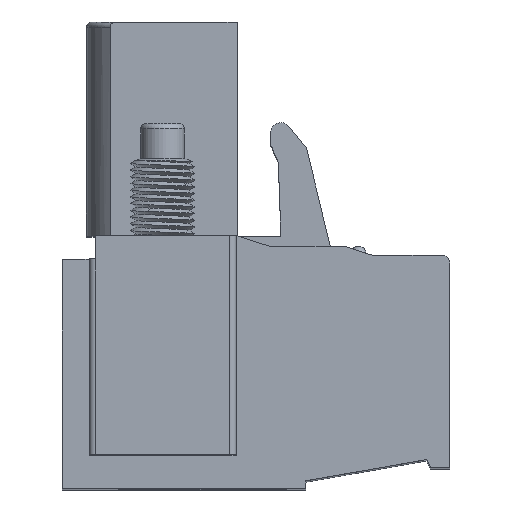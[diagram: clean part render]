
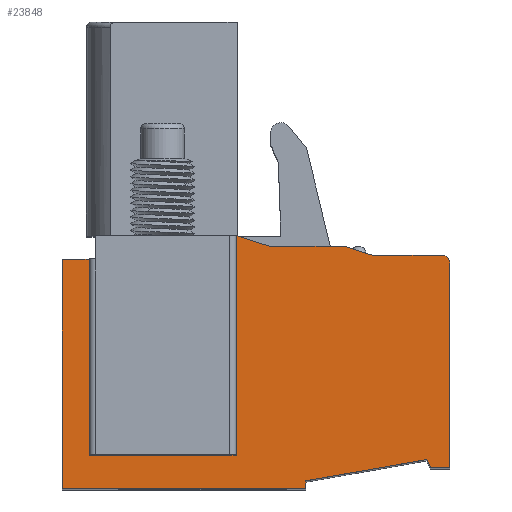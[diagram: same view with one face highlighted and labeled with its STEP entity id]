
A CAD part, top view. The second image highlights one B-rep face of the part: STEP entity #23848.
In plain terms, the highlighted planar face has unit normal (0, 0, 1).
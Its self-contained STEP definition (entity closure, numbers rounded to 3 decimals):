
#4050=DIRECTION('',(-1.,0.,0.));
#4051=VECTOR('',#4050,0.04);
#4052=CARTESIAN_POINT('',(2.89,9.8,30.78));
#4053=LINE('',#4052,#4051);
#5916=DIRECTION('',(0.,-1.,0.));
#5917=VECTOR('',#5916,8.5);
#5918=CARTESIAN_POINT('',(2.85,9.8,30.78));
#5919=LINE('',#5918,#5917);
#5920=DIRECTION('',(0.953,-0.303,0.));
#5921=VECTOR('',#5920,1.322);
#5922=CARTESIAN_POINT('',(2.89,9.8,30.78));
#5923=LINE('',#5922,#5921);
#5924=DIRECTION('',(1.,0.,0.));
#5925=VECTOR('',#5924,2.9);
#5926=CARTESIAN_POINT('',(4.15,9.4,30.78));
#5927=LINE('',#5926,#5925);
#5928=DIRECTION('',(0.953,-0.303,0.));
#5929=VECTOR('',#5928,1.154);
#5930=CARTESIAN_POINT('',(7.05,9.4,30.78));
#5931=LINE('',#5930,#5929);
#5932=DIRECTION('',(1.,0.,0.));
#5933=VECTOR('',#5932,2.7);
#5934=CARTESIAN_POINT('',(8.15,9.05,30.78));
#5935=LINE('',#5934,#5933);
#5936=CARTESIAN_POINT('',(10.85,8.75,30.78));
#5937=DIRECTION('',(0.,0.,-1.));
#5938=DIRECTION('',(0.,1.,0.));
#5939=AXIS2_PLACEMENT_3D('',#5936,#5937,#5938);
#5941=DIRECTION('',(0.,-1.,0.));
#5942=VECTOR('',#5941,7.95);
#5943=CARTESIAN_POINT('',(11.15,8.75,30.78));
#5944=LINE('',#5943,#5942);
#5945=DIRECTION('',(-1.,0.,0.));
#5946=VECTOR('',#5945,0.75);
#5947=CARTESIAN_POINT('',(11.15,0.8,30.78));
#5948=LINE('',#5947,#5946);
#5949=DIRECTION('',(-0.438,0.899,0.));
#5950=VECTOR('',#5949,0.364);
#5951=CARTESIAN_POINT('',(10.4,0.8,30.78));
#5952=LINE('',#5951,#5950);
#5953=DIRECTION('',(-0.985,-0.174,0.));
#5954=VECTOR('',#5953,4.763);
#5955=CARTESIAN_POINT('',(10.24,1.127,30.78));
#5956=LINE('',#5955,#5954);
#5957=DIRECTION('',(0.,-1.,0.));
#5958=VECTOR('',#5957,0.3);
#5959=CARTESIAN_POINT('',(5.55,0.3,30.78));
#5960=LINE('',#5959,#5958);
#5961=DIRECTION('',(-1.,0.,0.));
#5962=VECTOR('',#5961,9.45);
#5963=CARTESIAN_POINT('',(5.55,0.,30.78));
#5964=LINE('',#5963,#5962);
#5965=DIRECTION('',(0.,1.,0.));
#5966=VECTOR('',#5965,8.8);
#5967=CARTESIAN_POINT('',(-3.9,0.,30.78));
#5968=LINE('',#5967,#5966);
#5969=CARTESIAN_POINT('',(-3.8,8.8,30.78));
#5970=DIRECTION('',(0.,0.,-1.));
#5971=DIRECTION('',(-1.,0.,0.));
#5972=AXIS2_PLACEMENT_3D('',#5969,#5970,#5971);
#5974=DIRECTION('',(1.,0.,0.));
#5975=VECTOR('',#5974,0.95);
#5976=CARTESIAN_POINT('',(-3.8,8.9,30.78));
#5977=LINE('',#5976,#5975);
#5978=DIRECTION('',(0.,1.,0.));
#5979=VECTOR('',#5978,7.6);
#5980=CARTESIAN_POINT('',(-2.85,1.3,30.78));
#5981=LINE('',#5980,#5979);
#5982=DIRECTION('',(-1.,0.,0.));
#5983=VECTOR('',#5982,5.7);
#5984=CARTESIAN_POINT('',(2.85,1.3,30.78));
#5985=LINE('',#5984,#5983);
#15451=CARTESIAN_POINT('',(11.15,8.75,30.78));
#15452=CARTESIAN_POINT('',(11.15,0.8,30.78));
#15453=VERTEX_POINT('',#15451);
#15454=VERTEX_POINT('',#15452);
#15455=CARTESIAN_POINT('',(10.4,0.8,30.78));
#15456=VERTEX_POINT('',#15455);
#15457=CARTESIAN_POINT('',(10.24,1.127,30.78));
#15458=VERTEX_POINT('',#15457);
#15459=CARTESIAN_POINT('',(5.55,0.3,30.78));
#15460=VERTEX_POINT('',#15459);
#15461=CARTESIAN_POINT('',(5.55,0.,30.78));
#15462=VERTEX_POINT('',#15461);
#15463=CARTESIAN_POINT('',(-3.9,0.,30.78));
#15464=VERTEX_POINT('',#15463);
#15465=CARTESIAN_POINT('',(-3.9,8.8,30.78));
#15466=VERTEX_POINT('',#15465);
#15467=CARTESIAN_POINT('',(-3.8,8.9,30.78));
#15468=VERTEX_POINT('',#15467);
#15469=CARTESIAN_POINT('',(2.89,9.8,30.78));
#15470=CARTESIAN_POINT('',(4.15,9.4,30.78));
#15471=VERTEX_POINT('',#15469);
#15472=VERTEX_POINT('',#15470);
#15473=CARTESIAN_POINT('',(7.05,9.4,30.78));
#15474=VERTEX_POINT('',#15473);
#15475=CARTESIAN_POINT('',(8.15,9.05,30.78));
#15476=VERTEX_POINT('',#15475);
#15477=CARTESIAN_POINT('',(10.85,9.05,30.78));
#15478=VERTEX_POINT('',#15477);
#15557=CARTESIAN_POINT('',(2.85,9.8,30.78));
#15558=CARTESIAN_POINT('',(2.85,1.3,30.78));
#15559=VERTEX_POINT('',#15557);
#15560=VERTEX_POINT('',#15558);
#15561=CARTESIAN_POINT('',(-2.85,1.3,30.78));
#15562=VERTEX_POINT('',#15561);
#15563=CARTESIAN_POINT('',(-2.85,8.9,30.78));
#15564=VERTEX_POINT('',#15563);
#23815=CARTESIAN_POINT('',(0.,0.,30.78));
#23816=DIRECTION('',(0.,0.,-1.));
#23817=DIRECTION('',(-1.,0.,0.));
#23818=AXIS2_PLACEMENT_3D('',#23815,#23816,#23817);
#23819=PLANE('',#23818);
#23821=ORIENTED_EDGE('',*,*,#23820,.F.);
#23822=ORIENTED_EDGE('',*,*,#21404,.F.);
#23823=ORIENTED_EDGE('',*,*,#23805,.T.);
#23824=ORIENTED_EDGE('',*,*,#17562,.T.);
#23825=ORIENTED_EDGE('',*,*,#17593,.T.);
#23826=ORIENTED_EDGE('',*,*,#17788,.T.);
#23827=ORIENTED_EDGE('',*,*,#18051,.T.);
#23828=ORIENTED_EDGE('',*,*,#18066,.T.);
#23830=ORIENTED_EDGE('',*,*,#23829,.T.);
#23832=ORIENTED_EDGE('',*,*,#23831,.T.);
#23834=ORIENTED_EDGE('',*,*,#23833,.T.);
#23836=ORIENTED_EDGE('',*,*,#23835,.T.);
#23838=ORIENTED_EDGE('',*,*,#23837,.T.);
#23839=ORIENTED_EDGE('',*,*,#21297,.T.);
#23840=ORIENTED_EDGE('',*,*,#21324,.T.);
#23841=ORIENTED_EDGE('',*,*,#21343,.T.);
#23843=ORIENTED_EDGE('',*,*,#23842,.F.);
#23845=ORIENTED_EDGE('',*,*,#23844,.F.);
#23846=EDGE_LOOP('',(#23821,#23822,#23823,#23824,#23825,#23826,#23827,#23828,
#23830,#23832,#23834,#23836,#23838,#23839,#23840,#23841,#23843,#23845));
#23847=FACE_OUTER_BOUND('',#23846,.F.);
#23848=ADVANCED_FACE('',(#23847),#23819,.F.);
#5940=CIRCLE('',#5939,0.3);
#5973=CIRCLE('',#5972,0.1);
#17562=EDGE_CURVE('',#15472,#15474,#5927,.T.);
#17593=EDGE_CURVE('',#15474,#15476,#5931,.T.);
#17788=EDGE_CURVE('',#15476,#15478,#5935,.T.);
#18051=EDGE_CURVE('',#15478,#15453,#5940,.T.);
#18066=EDGE_CURVE('',#15453,#15454,#5944,.T.);
#21297=EDGE_CURVE('',#15464,#15466,#5968,.T.);
#21324=EDGE_CURVE('',#15466,#15468,#5973,.T.);
#21343=EDGE_CURVE('',#15468,#15564,#5977,.T.);
#21404=EDGE_CURVE('',#15471,#15559,#4053,.T.);
#23805=EDGE_CURVE('',#15471,#15472,#5923,.T.);
#23820=EDGE_CURVE('',#15559,#15560,#5919,.T.);
#23829=EDGE_CURVE('',#15454,#15456,#5948,.T.);
#23831=EDGE_CURVE('',#15456,#15458,#5952,.T.);
#23833=EDGE_CURVE('',#15458,#15460,#5956,.T.);
#23835=EDGE_CURVE('',#15460,#15462,#5960,.T.);
#23837=EDGE_CURVE('',#15462,#15464,#5964,.T.);
#23842=EDGE_CURVE('',#15562,#15564,#5981,.T.);
#23844=EDGE_CURVE('',#15560,#15562,#5985,.T.);
